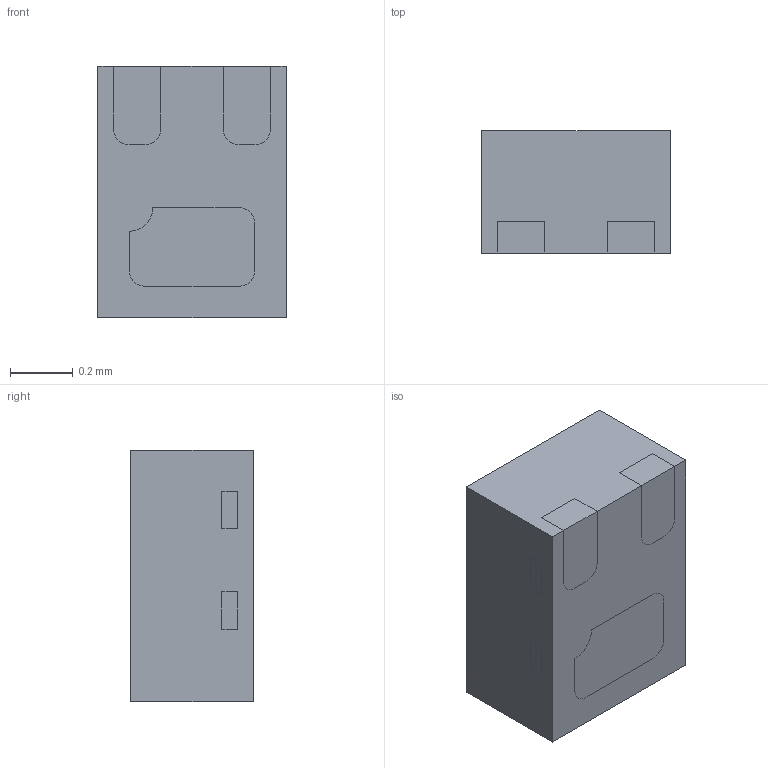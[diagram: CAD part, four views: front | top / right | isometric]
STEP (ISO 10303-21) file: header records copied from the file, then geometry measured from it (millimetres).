
FILE_DESCRIPTION(/* description */ ('Unknown'),/* implementation_level */ '2;1');
FILE_NAME(/* name */ 'DFN0806H4-3',/* time_stamp */ '2020-09-08T15:30:54+08:00',/* author */ ('Unknown'),/* organization */ ('Unknown'),/* preprocessor_version */ 'ST-DEVELOPER v16.7',/* originating_system */ 'DEX',/* authorisation */ $);
FILE_SCHEMA (('AUTOMOTIVE_DESIGN {1 0 10303 214 3 1 1}'));
Length unit declared in the file: millimetre
Products named in the file (3): DFN0806H4-3; DFN0806H4-3 EMC_0; DFN0806H4-3 LDF_0
Assembly tree (2 placements, depth 2):
  DFN0806H4-3
    DFN0806H4-3 EMC_0
    DFN0806H4-3 LDF_0
Bounding box: 0.6 x 0.39 x 0.8 mm (x, y, z)
Volume: 0.2 mm3; surface area: 3.6 mm2
Topology: 4 solids, 4 shells, 113 faces, 324 edges, 216 vertices
Faces by surface type: plane 89, cylinder 24
Entity records: 4169 total; most frequent: CARTESIAN_POINT 656, ORIENTED_EDGE 648, DIRECTION 604, EDGE_CURVE 324, LINE 276, VECTOR 276, VERTEX_POINT 216, AXIS2_PLACEMENT_3D 164
